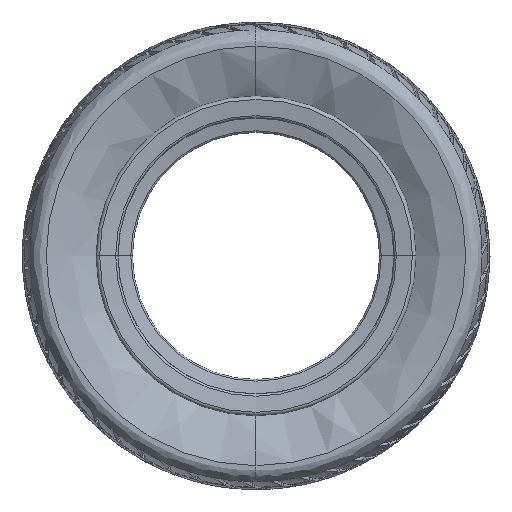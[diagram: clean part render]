
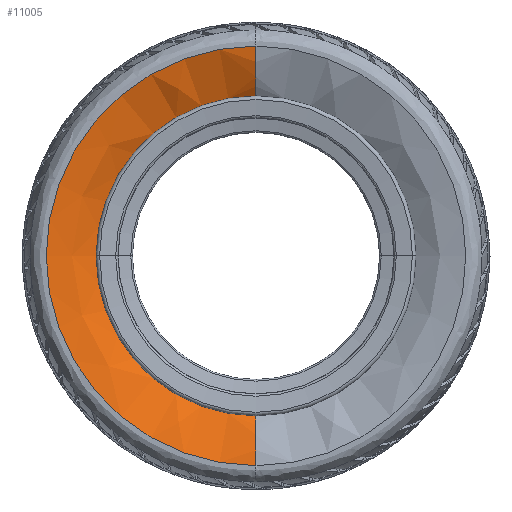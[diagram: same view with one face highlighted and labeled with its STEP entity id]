
A CAD part, top view. The second image highlights one B-rep face of the part: STEP entity #11005.
In plain terms, the highlighted free-form (B-spline) face has degree [2, 3] with [3, 4] control points.
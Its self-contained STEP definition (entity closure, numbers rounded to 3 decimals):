
#767 = VERTEX_POINT ( 'NONE', #34183 ) ;
#1047 = CARTESIAN_POINT ( 'NONE',  ( -463.252, 452.375, -2.877 ) ) ;
#4321 = CARTESIAN_POINT ( 'NONE',  ( -0.001, 220.75, -24.272 ) ) ;
#4785 = CARTESIAN_POINT ( 'NONE',  ( -0.001, 422.951, -5.244 ) ) ;
#4917 = ORIENTED_EDGE ( 'NONE', *, *, #19520, .F. ) ;
#5006 = CARTESIAN_POINT ( 'NONE',  ( -0.001, 422.951, -5.244 ) ) ;
#7770 = CARTESIAN_POINT ( 'NONE',  ( -0.001, 220.75, -2.877 ) ) ;
#8155 = CIRCLE ( 'NONE', #34111, 231.625 ) ;
#9804 =( BOUNDED_SURFACE ( )  B_SPLINE_SURFACE ( 2, 3, ( 
 ( #18728, #1047, #19422, #25910 ),
 ( #5006, #36817, #15228, #18500 ),
 ( #32663, #26148, #29384, #11536 ) ),
 .UNSPECIFIED., .F., .F., .F. ) 
 B_SPLINE_SURFACE_WITH_KNOTS ( ( 3, 3 ),
 ( 4, 4 ),
 ( 0., 1. ),
 ( 0., 1. ),
 .UNSPECIFIED. ) 
 GEOMETRIC_REPRESENTATION_ITEM ( )  RATIONAL_B_SPLINE_SURFACE ( (
 ( 1., 0.333, 0.333, 1.),
 ( 1., 0.333, 0.333, 1.),
 ( 1., 0.333, 0.333, 1.) ) ) 
 REPRESENTATION_ITEM ( '' )  SURFACE ( )  );
#10151 = EDGE_CURVE ( 'NONE', #27652, #767, #25663, .T. ) ;
#11005 = ADVANCED_FACE ( 'NONE', ( #36597 ), #9804, .F. ) ;
#11032 = DIRECTION ( 'NONE',  ( 1., 0., 0. ) ) ;
#11528 = DIRECTION ( 'NONE',  ( 1., 0., 0. ) ) ;
#11536 = CARTESIAN_POINT ( 'NONE',  ( -0.001, 44.15, -24.272 ) ) ;
#12735 = CARTESIAN_POINT ( 'NONE',  ( -176.601, 220.75, -24.272 ) ) ;
#13006 = CARTESIAN_POINT ( 'NONE',  ( -0.001, 220.75, -24.272 ) ) ;
#14338 = EDGE_CURVE ( 'NONE', #28978, #767, #45547, .T. ) ;
#15228 = CARTESIAN_POINT ( 'NONE',  ( -404.403, 18.549, -5.244 ) ) ;
#15442 = DIRECTION ( 'NONE',  ( 1., 0., 0. ) ) ;
#16741 = CARTESIAN_POINT ( 'NONE',  ( -0.001, -10.875, -2.877 ) ) ;
#18008 = DIRECTION ( 'NONE',  ( 0., 0., 1. ) ) ;
#18140 = EDGE_LOOP ( 'NONE', ( #40935, #22948, #32565, #4917, #25929 ) ) ;
#18500 = CARTESIAN_POINT ( 'NONE',  ( -0.001, 18.549, -5.244 ) ) ;
#18728 = CARTESIAN_POINT ( 'NONE',  ( -0.001, 452.375, -2.877 ) ) ;
#19422 = CARTESIAN_POINT ( 'NONE',  ( -463.252, -10.875, -2.877 ) ) ;
#19520 = EDGE_CURVE ( 'NONE', #39443, #27652, #23755, .T. ) ;
#22948 = ORIENTED_EDGE ( 'NONE', *, *, #14338, .T. ) ;
#23308 = EDGE_CURVE ( 'NONE', #38868, #39443, #24213, .T. ) ;
#23755 = CIRCLE ( 'NONE', #36344, 176.6 ) ;
#24213 = B_SPLINE_CURVE_WITH_KNOTS ( 'NONE', 2,
 ( #32670, #4785, #25472 ),
 .UNSPECIFIED., .F., .F.,
 ( 3, 3 ),
 ( 0., 1. ),
 .UNSPECIFIED. ) ;
#24947 = AXIS2_PLACEMENT_3D ( 'NONE', #4321, #35707, #11528 ) ;
#25472 = CARTESIAN_POINT ( 'NONE',  ( -0.001, 397.35, -24.272 ) ) ;
#25663 = CIRCLE ( 'NONE', #24947, 176.6 ) ;
#25910 = CARTESIAN_POINT ( 'NONE',  ( -0.001, -10.875, -2.877 ) ) ;
#25929 = ORIENTED_EDGE ( 'NONE', *, *, #23308, .F. ) ;
#26148 = CARTESIAN_POINT ( 'NONE',  ( -353.201, 397.35, -24.272 ) ) ;
#27152 = DIRECTION ( 'NONE',  ( 0., 0., 1. ) ) ;
#27652 = VERTEX_POINT ( 'NONE', #12735 ) ;
#28978 = VERTEX_POINT ( 'NONE', #30323 ) ;
#29249 = CARTESIAN_POINT ( 'NONE',  ( -0.001, 397.35, -24.272 ) ) ;
#29384 = CARTESIAN_POINT ( 'NONE',  ( -353.201, 44.15, -24.272 ) ) ;
#29982 = CARTESIAN_POINT ( 'NONE',  ( -0.001, 18.549, -5.244 ) ) ;
#30323 = CARTESIAN_POINT ( 'NONE',  ( -0.001, -10.875, -2.877 ) ) ;
#30907 = CARTESIAN_POINT ( 'NONE',  ( -0.001, 44.15, -24.272 ) ) ;
#32093 = EDGE_CURVE ( 'NONE', #38868, #28978, #8155, .T. ) ;
#32565 = ORIENTED_EDGE ( 'NONE', *, *, #10151, .F. ) ;
#32663 = CARTESIAN_POINT ( 'NONE',  ( -0.001, 397.35, -24.272 ) ) ;
#32670 = CARTESIAN_POINT ( 'NONE',  ( -0.001, 452.375, -2.877 ) ) ;
#34111 = AXIS2_PLACEMENT_3D ( 'NONE', #7770, #18008, #11032 ) ;
#34183 = CARTESIAN_POINT ( 'NONE',  ( -0.001, 44.15, -24.272 ) ) ;
#35707 = DIRECTION ( 'NONE',  ( 0., 0., 1. ) ) ;
#36344 = AXIS2_PLACEMENT_3D ( 'NONE', #13006, #27152, #15442 ) ;
#36597 = FACE_OUTER_BOUND ( 'NONE', #18140, .T. ) ;
#36817 = CARTESIAN_POINT ( 'NONE',  ( -404.403, 422.951, -5.244 ) ) ;
#37700 = CARTESIAN_POINT ( 'NONE',  ( -0.001, 452.375, -2.877 ) ) ;
#38868 = VERTEX_POINT ( 'NONE', #37700 ) ;
#39443 = VERTEX_POINT ( 'NONE', #29249 ) ;
#40935 = ORIENTED_EDGE ( 'NONE', *, *, #32093, .T. ) ;
#45547 = B_SPLINE_CURVE_WITH_KNOTS ( 'NONE', 2,
 ( #16741, #29982, #30907 ),
 .UNSPECIFIED., .F., .F.,
 ( 3, 3 ),
 ( 0., 1. ),
 .UNSPECIFIED. ) ;
